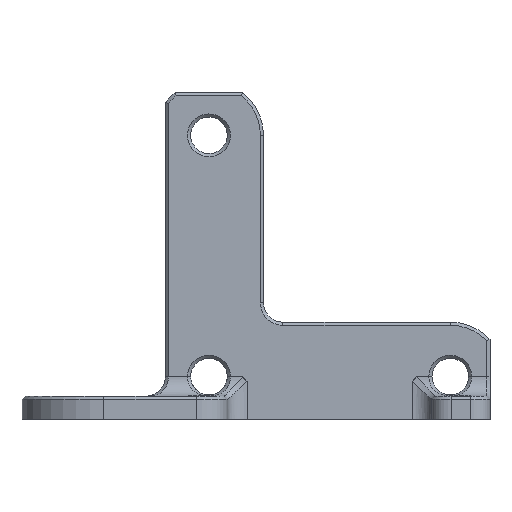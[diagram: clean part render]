
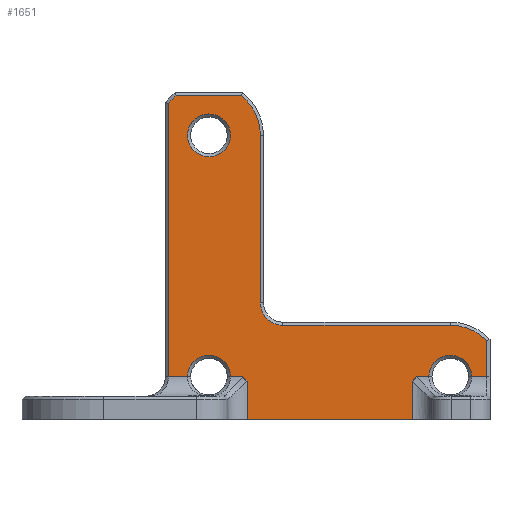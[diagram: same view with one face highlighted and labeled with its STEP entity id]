
A CAD part, front view. The second image highlights one B-rep face of the part: STEP entity #1651.
In plain terms, the highlighted planar face has unit normal (0, -1, 0).
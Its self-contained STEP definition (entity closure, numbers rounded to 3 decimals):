
#30=FACE_BOUND('',#250,.T.);
#82=PLANE('',#1787);
#152=FACE_OUTER_BOUND('',#249,.T.);
#249=EDGE_LOOP('',(#1246,#1247,#1248,#1249,#1250,#1251,#1252,#1253,#1254,
#1255,#1256,#1257,#1258,#1259,#1260,#1261,#1262,#1263,#1264,#1265));
#250=EDGE_LOOP('',(#1266));
#334=CIRCLE('',#1760,6.6);
#337=CIRCLE('',#1765,6.6);
#339=CIRCLE('',#1769,2.9);
#340=CIRCLE('',#1772,6.6);
#348=CIRCLE('',#1788,2.75);
#349=CIRCLE('',#1789,2.75);
#350=CIRCLE('',#1790,2.75);
#435=LINE('',#2491,#557);
#453=LINE('',#2697,#575);
#464=LINE('',#2744,#586);
#468=LINE('',#3027,#590);
#469=LINE('',#3043,#591);
#473=LINE('',#3066,#595);
#477=LINE('',#3078,#599);
#492=LINE('',#3159,#614);
#494=LINE('',#3163,#616);
#495=LINE('',#3166,#617);
#496=LINE('',#3168,#618);
#497=LINE('',#3169,#619);
#498=LINE('',#3171,#620);
#499=LINE('',#3174,#621);
#557=VECTOR('',#1900,10.);
#575=VECTOR('',#1954,10.);
#586=VECTOR('',#1987,10.);
#590=VECTOR('',#1993,10.);
#591=VECTOR('',#2002,10.);
#595=VECTOR('',#2014,10.);
#599=VECTOR('',#2026,10.);
#614=VECTOR('',#2073,10.);
#616=VECTOR('',#2077,10.);
#617=VECTOR('',#2080,10.);
#618=VECTOR('',#2081,10.);
#619=VECTOR('',#2082,10.);
#620=VECTOR('',#2083,10.);
#621=VECTOR('',#2086,10.);
#691=VERTEX_POINT('',#2489);
#692=VERTEX_POINT('',#2490);
#714=VERTEX_POINT('',#2695);
#722=VERTEX_POINT('',#2742);
#723=VERTEX_POINT('',#2743);
#730=VERTEX_POINT('',#3008);
#733=VERTEX_POINT('',#3026);
#734=VERTEX_POINT('',#3033);
#736=VERTEX_POINT('',#3042);
#740=VERTEX_POINT('',#3054);
#741=VERTEX_POINT('',#3056);
#743=VERTEX_POINT('',#3064);
#745=VERTEX_POINT('',#3071);
#747=VERTEX_POINT('',#3076);
#761=VERTEX_POINT('',#3154);
#762=VERTEX_POINT('',#3162);
#763=VERTEX_POINT('',#3164);
#764=VERTEX_POINT('',#3167);
#765=VERTEX_POINT('',#3170);
#766=VERTEX_POINT('',#3172);
#767=VERTEX_POINT('',#3175);
#845=EDGE_CURVE('',#691,#692,#435,.T.);
#878=EDGE_CURVE('',#714,#691,#453,.T.);
#893=EDGE_CURVE('',#722,#723,#464,.T.);
#905=EDGE_CURVE('',#730,#733,#468,.T.);
#907=EDGE_CURVE('',#733,#734,#334,.T.);
#910=EDGE_CURVE('',#734,#736,#469,.T.);
#915=EDGE_CURVE('',#740,#741,#337,.T.);
#918=EDGE_CURVE('',#743,#740,#473,.T.);
#922=EDGE_CURVE('',#745,#743,#339,.T.);
#924=EDGE_CURVE('',#747,#745,#477,.T.);
#926=EDGE_CURVE('',#736,#747,#340,.T.);
#949=EDGE_CURVE('',#741,#761,#492,.T.);
#951=EDGE_CURVE('',#762,#730,#494,.T.);
#952=EDGE_CURVE('',#763,#762,#348,.T.);
#953=EDGE_CURVE('',#692,#763,#495,.T.);
#954=EDGE_CURVE('',#714,#764,#496,.T.);
#955=EDGE_CURVE('',#723,#764,#497,.T.);
#956=EDGE_CURVE('',#765,#722,#498,.T.);
#957=EDGE_CURVE('',#766,#765,#349,.T.);
#958=EDGE_CURVE('',#761,#766,#499,.T.);
#959=EDGE_CURVE('',#767,#767,#350,.T.);
#1246=ORIENTED_EDGE('',*,*,#949,.F.);
#1247=ORIENTED_EDGE('',*,*,#915,.F.);
#1248=ORIENTED_EDGE('',*,*,#918,.F.);
#1249=ORIENTED_EDGE('',*,*,#922,.F.);
#1250=ORIENTED_EDGE('',*,*,#924,.F.);
#1251=ORIENTED_EDGE('',*,*,#926,.F.);
#1252=ORIENTED_EDGE('',*,*,#910,.F.);
#1253=ORIENTED_EDGE('',*,*,#907,.F.);
#1254=ORIENTED_EDGE('',*,*,#905,.F.);
#1255=ORIENTED_EDGE('',*,*,#951,.F.);
#1256=ORIENTED_EDGE('',*,*,#952,.F.);
#1257=ORIENTED_EDGE('',*,*,#953,.F.);
#1258=ORIENTED_EDGE('',*,*,#845,.F.);
#1259=ORIENTED_EDGE('',*,*,#878,.F.);
#1260=ORIENTED_EDGE('',*,*,#954,.T.);
#1261=ORIENTED_EDGE('',*,*,#955,.F.);
#1262=ORIENTED_EDGE('',*,*,#893,.F.);
#1263=ORIENTED_EDGE('',*,*,#956,.F.);
#1264=ORIENTED_EDGE('',*,*,#957,.F.);
#1265=ORIENTED_EDGE('',*,*,#958,.F.);
#1266=ORIENTED_EDGE('',*,*,#959,.F.);
#1651=ADVANCED_FACE('',(#152,#30),#82,.T.);
#1760=AXIS2_PLACEMENT_3D('',#3034,#1996,#1997);
#1765=AXIS2_PLACEMENT_3D('',#3057,#2009,#2010);
#1769=AXIS2_PLACEMENT_3D('',#3073,#2021,#2022);
#1772=AXIS2_PLACEMENT_3D('',#3081,#2030,#2031);
#1787=AXIS2_PLACEMENT_3D('',#3161,#2075,#2076);
#1788=AXIS2_PLACEMENT_3D('',#3165,#2078,#2079);
#1789=AXIS2_PLACEMENT_3D('',#3173,#2084,#2085);
#1790=AXIS2_PLACEMENT_3D('',#3176,#2087,#2088);
#1900=DIRECTION('',(-0.707,0.,0.707));
#1954=DIRECTION('',(0.,0.,1.));
#1987=DIRECTION('',(-0.707,0.,-0.707));
#1993=DIRECTION('',(0.,0.,1.));
#1996=DIRECTION('center_axis',(0.,1.,0.));
#1997=DIRECTION('ref_axis',(-1.,0.,0.));
#2002=DIRECTION('',(1.,0.,0.));
#2009=DIRECTION('center_axis',(0.,1.,0.));
#2010=DIRECTION('ref_axis',(0.619,0.,0.786));
#2014=DIRECTION('',(1.,0.,0.));
#2021=DIRECTION('center_axis',(0.,-1.,0.));
#2022=DIRECTION('ref_axis',(-0.707,0.,-0.707));
#2026=DIRECTION('',(0.,0.,-1.));
#2030=DIRECTION('center_axis',(0.,1.,0.));
#2031=DIRECTION('ref_axis',(0.619,0.,0.786));
#2073=DIRECTION('',(0.,0.,-1.));
#2075=DIRECTION('center_axis',(0.,-1.,0.));
#2076=DIRECTION('ref_axis',(1.,0.,0.));
#2077=DIRECTION('',(-1.,0.,0.));
#2078=DIRECTION('center_axis',(0.,-1.,0.));
#2079=DIRECTION('ref_axis',(-1.,0.,0.));
#2080=DIRECTION('',(-1.,0.,0.));
#2081=DIRECTION('',(1.,0.,0.));
#2082=DIRECTION('',(0.,0.,-1.));
#2083=DIRECTION('',(-1.,0.,0.));
#2084=DIRECTION('center_axis',(0.,-1.,0.));
#2085=DIRECTION('ref_axis',(-1.,0.,0.));
#2086=DIRECTION('',(-1.,0.,0.));
#2087=DIRECTION('center_axis',(0.,-1.,0.));
#2088=DIRECTION('ref_axis',(-1.,0.,0.));
#2489=CARTESIAN_POINT('',(116.099,172.15,136.385));
#2490=CARTESIAN_POINT('',(115.534,172.15,136.95));
#2491=CARTESIAN_POINT('',(115.817,172.15,136.667));
#2695=CARTESIAN_POINT('',(116.099,172.15,131.45));
#2697=CARTESIAN_POINT('',(116.099,172.15,151.586));
#2742=CARTESIAN_POINT('',(137.865,172.15,136.95));
#2743=CARTESIAN_POINT('',(137.299,172.15,136.385));
#2744=CARTESIAN_POINT('',(137.582,172.15,136.667));
#3008=CARTESIAN_POINT('',(105.999,172.15,136.95));
#3026=CARTESIAN_POINT('',(105.999,172.15,172.015));
#3027=CARTESIAN_POINT('',(105.999,172.15,141.95));
#3033=CARTESIAN_POINT('',(107.01,172.15,173.05));
#3034=CARTESIAN_POINT('Origin',(111.199,172.15,167.95));
#3042=CARTESIAN_POINT('',(115.389,172.15,173.05));
#3043=CARTESIAN_POINT('',(122.815,172.15,173.05));
#3054=CARTESIAN_POINT('',(142.199,172.15,143.55));
#3056=CARTESIAN_POINT('',(146.899,172.15,141.584));
#3057=CARTESIAN_POINT('Origin',(142.199,172.15,136.95));
#3064=CARTESIAN_POINT('',(120.699,172.15,143.55));
#3066=CARTESIAN_POINT('',(122.449,172.15,143.55));
#3071=CARTESIAN_POINT('',(117.799,172.15,146.45));
#3073=CARTESIAN_POINT('Origin',(120.699,172.15,146.45));
#3076=CARTESIAN_POINT('',(117.799,172.15,167.95));
#3078=CARTESIAN_POINT('',(117.799,172.15,160.2));
#3081=CARTESIAN_POINT('Origin',(111.199,172.15,167.95));
#3154=CARTESIAN_POINT('',(146.899,172.15,136.95));
#3159=CARTESIAN_POINT('',(146.899,172.15,151.586));
#3161=CARTESIAN_POINT('Origin',(126.699,172.15,152.45));
#3162=CARTESIAN_POINT('',(108.449,172.15,136.95));
#3163=CARTESIAN_POINT('',(118.274,172.15,136.95));
#3164=CARTESIAN_POINT('',(113.949,172.15,136.95));
#3165=CARTESIAN_POINT('Origin',(111.199,172.15,136.95));
#3166=CARTESIAN_POINT('',(118.274,172.15,136.95));
#3167=CARTESIAN_POINT('',(137.299,172.15,131.45));
#3168=CARTESIAN_POINT('',(131.738,172.15,131.45));
#3169=CARTESIAN_POINT('',(137.299,172.15,141.95));
#3170=CARTESIAN_POINT('',(139.449,172.15,136.95));
#3171=CARTESIAN_POINT('',(120.149,172.15,136.95));
#3172=CARTESIAN_POINT('',(144.949,172.15,136.95));
#3173=CARTESIAN_POINT('Origin',(142.199,172.15,136.95));
#3174=CARTESIAN_POINT('',(120.149,172.15,136.95));
#3175=CARTESIAN_POINT('',(113.949,172.15,167.95));
#3176=CARTESIAN_POINT('Origin',(111.199,172.15,167.95));
